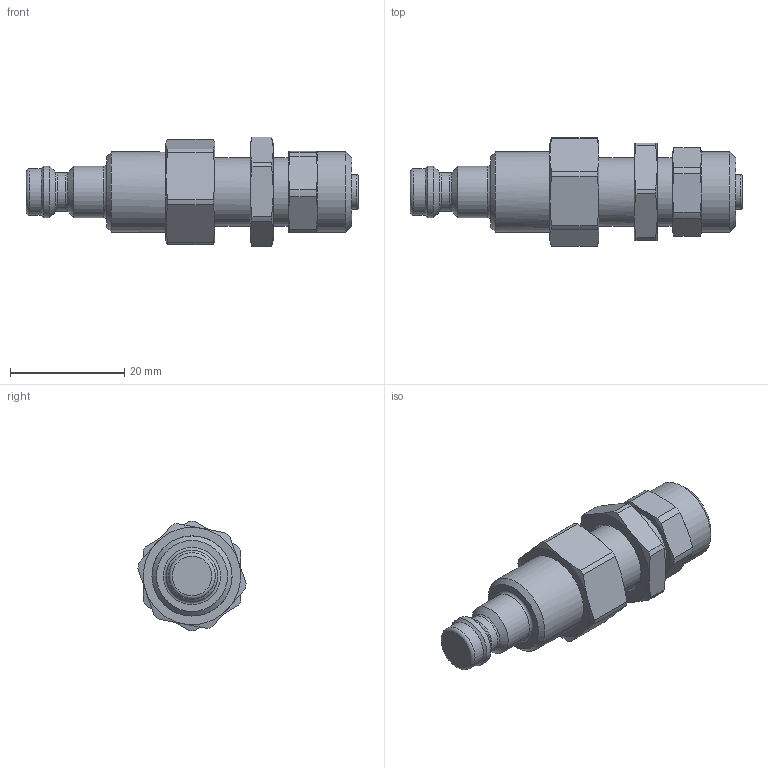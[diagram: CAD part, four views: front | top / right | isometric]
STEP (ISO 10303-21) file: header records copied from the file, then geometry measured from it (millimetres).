
FILE_DESCRIPTION((''),'2;1');
FILE_NAME('21slks08mpx.stp','2015-03-11T16:03:09',('IA176480'),(''),'Autodesk Inventor 2013','Autodesk Inventor 2013','');
FILE_SCHEMA(('AUTOMOTIVE_DESIGN { 1 0 10303 214 1 1 1 1 }'));
Length unit declared in the file: millimetre
Products named in the file (1): D113606
Bounding box: 58 x 18.95 x 19.15 mm (x, y, z)
Volume: 7895.3 mm3; surface area: 4094.5 mm2
Topology: 1 solids, 2 shells, 125 faces, 277 edges, 166 vertices
Faces by surface type: cone 50, cylinder 34, plane 32, torus 9
Full cylindrical faces by diameter (mm): 6.05 x1, 6.65 x1, 6.7 x1, 8.1 x1, 8.25 x1, 9 x2, 11.153 x1, 11.185 x2, 11.98 x1, 12 x3, 14 x2
Entity records: 3220 total; most frequent: CARTESIAN_POINT 656, DIRECTION 530, ORIENTED_EDGE 458, AXIS2_PLACEMENT_3D 247, EDGE_CURVE 229, EDGE_LOOP 176, VERTEX_POINT 157, FACE_OUTER_BOUND 125
